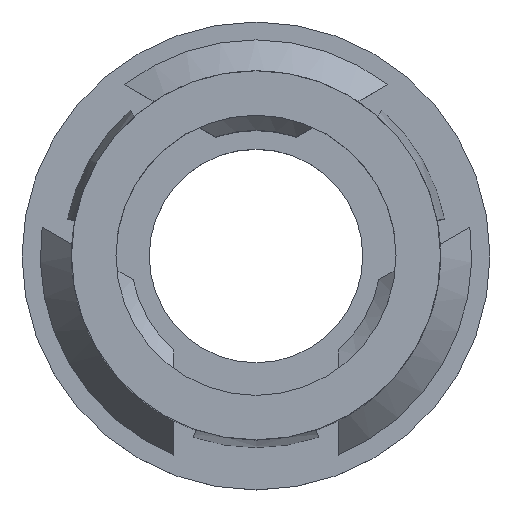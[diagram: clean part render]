
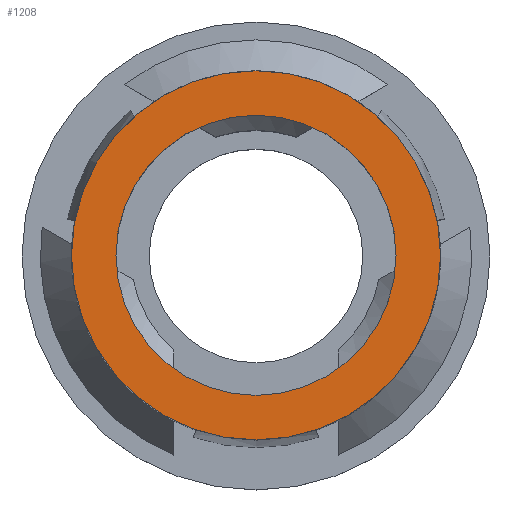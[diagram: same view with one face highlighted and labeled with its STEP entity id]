
A CAD part, top view. The second image highlights one B-rep face of the part: STEP entity #1208.
In plain terms, the highlighted planar face has unit normal (0, 0, 1).
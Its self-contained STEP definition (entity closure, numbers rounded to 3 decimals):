
#58=FACE_BOUND('',#420,.T.);
#283=PLANE('',#1347);
#346=FACE_OUTER_BOUND('',#419,.T.);
#419=EDGE_LOOP('',(#1079));
#420=EDGE_LOOP('',(#1080));
#486=CIRCLE('',#1348,2.8);
#487=CIRCLE('',#1349,2.125);
#604=VERTEX_POINT('',#2227);
#605=VERTEX_POINT('',#2229);
#776=EDGE_CURVE('',#604,#604,#486,.T.);
#777=EDGE_CURVE('',#605,#605,#487,.T.);
#1079=ORIENTED_EDGE('',*,*,#776,.T.);
#1080=ORIENTED_EDGE('',*,*,#777,.T.);
#1208=ADVANCED_FACE('',(#346,#58),#283,.T.);
#1347=AXIS2_PLACEMENT_3D('',#2226,#1670,#1671);
#1348=AXIS2_PLACEMENT_3D('',#2228,#1672,#1673);
#1349=AXIS2_PLACEMENT_3D('',#2230,#1674,#1675);
#1670=DIRECTION('center_axis',(0.,0.,1.));
#1671=DIRECTION('ref_axis',(1.,0.,0.));
#1672=DIRECTION('center_axis',(0.,0.,1.));
#1673=DIRECTION('ref_axis',(1.,0.,0.));
#1674=DIRECTION('center_axis',(0.,0.,-1.));
#1675=DIRECTION('ref_axis',(1.,0.,0.));
#2226=CARTESIAN_POINT('Origin',(0.,-7.1,-4.25));
#2227=CARTESIAN_POINT('',(1.4,-9.525,-4.25));
#2228=CARTESIAN_POINT('Origin',(0.,-7.1,-4.25));
#2229=CARTESIAN_POINT('',(1.063,-8.94,-4.25));
#2230=CARTESIAN_POINT('Origin',(0.,-7.1,-4.25));
